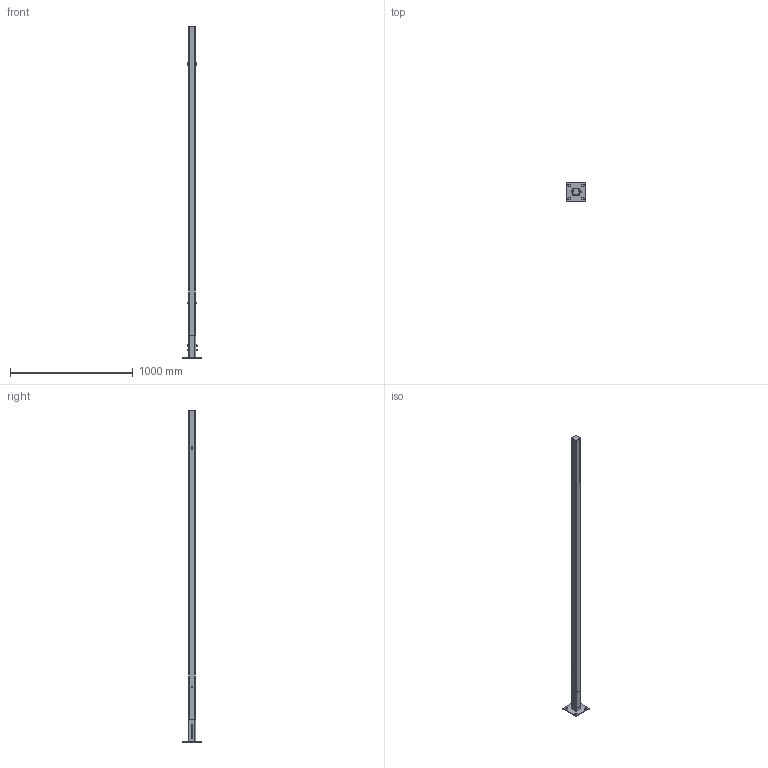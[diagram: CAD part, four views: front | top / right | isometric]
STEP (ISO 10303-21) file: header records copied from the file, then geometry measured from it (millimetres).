
FILE_DESCRIPTION(/* description */ ('STEP AP242 Edition 2','CAx-IF Rec.Pracs.---Representation and Presentation of Product Manufacturing Information (PMI)---4.0---2014-10-13','CAx-IF Rec.Pracs.---3D Tessellated Geometry---0.4---2014-09-14','2;1','CAx-IF Rec.Pracs.---User Defined Attributes---1.5---2016-08-15'),/* implementation_level */ '2;1');
FILE_NAME(/* name */ '697b7daac06a5d295ef96aad',/* time_stamp */ '2026-01-29T15:32:58Z',/* author */ (''),/* organization */ (''),/* preprocessor_version */ 'ST-DEVELOPER v20',/* originating_system */ 'ONSHAPE BY PTC INC, 1.209',/* authorisation */ ' ');
FILE_SCHEMA (('AP242_MANAGED_MODEL_BASED_3D_ENGINEERING_MIM_LF { 1 0 10303 442 3 1 4 }'));
Length unit declared in the file: metre
Products named in the file (17): Standard Post; Level Foot Post <1>; Plain washer normal grade A M8; HRD-0013 <2>; Locking Screw; Hex head bolt grade C M8x1.25 x 80; HRD-0012 <3>; Anchor Post Fitting; PRT-00074 REV B; Hex nut grade C M8x1.25; Custom Profile (2668.65 mm); HRD-0013 <1>; PRT-00075 Rev B; HRD-0012 <2>; HRD-0012 <4>; HRD-0012 <1>; Cap
Assembly tree (25 placements, depth 4):
  Standard Post
    Level Foot Post <1>
      Plain washer normal grade A M8  x4
      HRD-0013 <2>
        Locking Screw
      Hex head bolt grade C M8x1.25 x 80  x2
      HRD-0012 <3>
        Anchor Post Fitting
      PRT-00074 REV B
      Hex nut grade C M8x1.25  x2
      Custom Profile (2668.65 mm)
      HRD-0013 <1>
        Locking Screw
      PRT-00075 Rev B
      HRD-0012 <2>
        Anchor Post Fitting
      HRD-0012 <4>
        Anchor Post Fitting
      HRD-0012 <1>
        Anchor Post Fitting
    Cap
Bounding box: 152.4 x 152.4 x 2703 mm (x, y, z)
Volume: 1276697.4 mm3; surface area: 1148515.3 mm2
Topology: 18 solids, 18 shells, 349 faces, 809 edges, 514 vertices
Faces by surface type: plane 188, cylinder 103, cone 44, bspline 12, torus 2
Full cylindrical faces by diameter (mm): 4.2 x9, 4.54 x24, 6.647 x2, 7 x2, 7.4 x4, 8 x6, 9 x4, 14 x4, 16 x4
Entity records: 8502 total; most frequent: CARTESIAN_POINT 3395, DIRECTION 994, ORIENTED_EDGE 916, EDGE_CURVE 458, AXIS2_PLACEMENT_3D 360, VERTEX_POINT 305, EDGE_LOOP 279, FACE_BOUND 279
